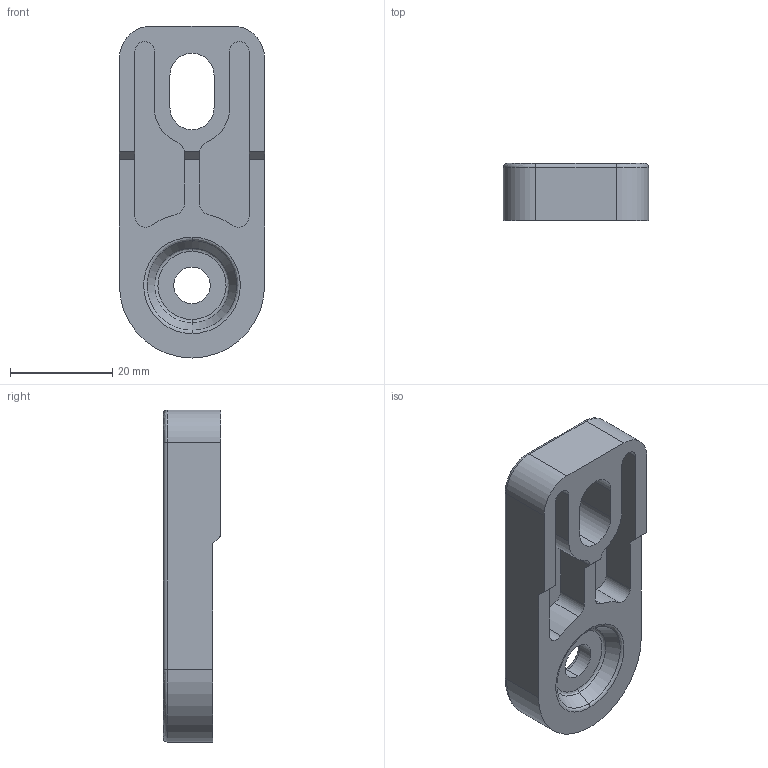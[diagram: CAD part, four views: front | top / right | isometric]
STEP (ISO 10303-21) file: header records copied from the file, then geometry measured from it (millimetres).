
FILE_DESCRIPTION (( 'STEP AP203' ), '1' );
FILE_NAME ('BRYRPLCFT.step', '2023-02-15T14:50:06', ( '' ), ( '' ), 'SwSTEP 2.0', 'SolidWorks 2021', '' );
FILE_SCHEMA (( 'CONFIG_CONTROL_DESIGN' ));
Length unit declared in the file: inch
Products named in the file (1): BRYRPLCFT
Bounding box: 28.45 x 11.18 x 65.02 mm (x, y, z)
Volume: 11617.1 mm3; surface area: 6928 mm2
Topology: 1 solids, 1 shells, 130 faces, 350 edges, 210 vertices
Faces by surface type: cylinder 59, plane 37, bspline 32, cone 2
Entity records: 4466 total; most frequent: CARTESIAN_POINT 1273, ORIENTED_EDGE 672, DIRECTION 666, EDGE_CURVE 336, AXIS2_PLACEMENT_3D 254, VERTEX_POINT 210, VECTOR 158, LINE 158
